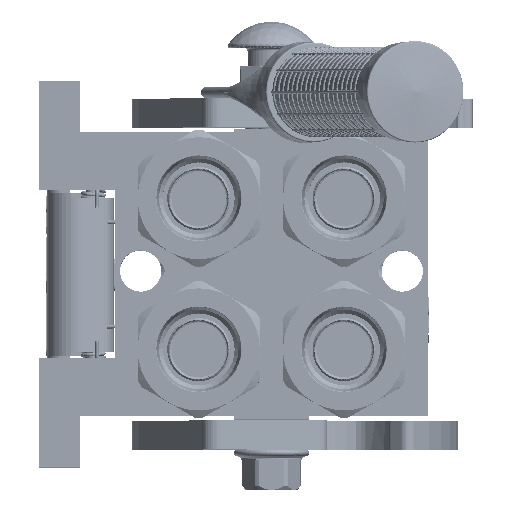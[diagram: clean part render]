
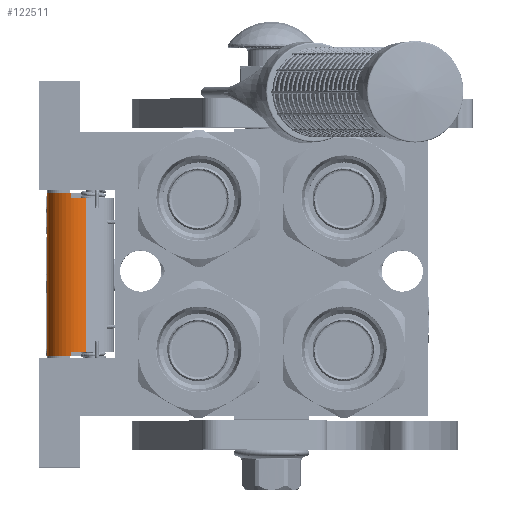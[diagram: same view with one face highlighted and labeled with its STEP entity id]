
A CAD part, top view. The second image highlights one B-rep face of the part: STEP entity #122511.
In plain terms, the highlighted cylindrical face has radius 9.5 mm (diameter 19 mm), a partial arc.
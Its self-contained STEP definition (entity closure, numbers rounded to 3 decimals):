
#1261 = ORIENTED_EDGE ( 'NONE', *, *, #147885, .T. ) ;
#3309 = DIRECTION ( 'NONE',  ( 1., 0., 0. ) ) ;
#3722 = DIRECTION ( 'NONE',  ( 0., -1., 0. ) ) ;
#5313 = CARTESIAN_POINT ( 'NONE',  ( 28., -1.7, -58.5 ) ) ;
#15399 = VECTOR ( 'NONE', #149966, 1000. ) ;
#16449 = VERTEX_POINT ( 'NONE', #64754 ) ;
#21198 = VECTOR ( 'NONE', #88452, 1000. ) ;
#22681 = ORIENTED_EDGE ( 'NONE', *, *, #143894, .F. ) ;
#29891 = EDGE_CURVE ( 'NONE', #35242, #65250, #81873, .T. ) ;
#31848 = CIRCLE ( 'NONE', #184871, 9.5 ) ;
#35242 = VERTEX_POINT ( 'NONE', #143461 ) ;
#38646 = CYLINDRICAL_SURFACE ( 'NONE', #69246, 9.5 ) ;
#39460 = EDGE_CURVE ( 'NONE', #106470, #65250, #31848, .T. ) ;
#43271 = EDGE_LOOP ( 'NONE', ( #187350, #54406, #164575, #106383, #1261, #135435, #178885, #22681 ) ) ;
#43333 = VERTEX_POINT ( 'NONE', #50185 ) ;
#45755 = AXIS2_PLACEMENT_3D ( 'NONE', #84573, #159193, #130256 ) ;
#46276 = VERTEX_POINT ( 'NONE', #103610 ) ;
#46803 = EDGE_CURVE ( 'NONE', #106470, #46276, #162403, .T. ) ;
#47135 = DIRECTION ( 'NONE',  ( 1., 0., 0. ) ) ;
#49867 = EDGE_CURVE ( 'NONE', #16449, #43333, #117984, .T. ) ;
#50185 = CARTESIAN_POINT ( 'NONE',  ( 28., -0.2, -67.881 ) ) ;
#54406 = ORIENTED_EDGE ( 'NONE', *, *, #39460, .T. ) ;
#56440 = AXIS2_PLACEMENT_3D ( 'NONE', #5313, #47135, #63092 ) ;
#57326 = DIRECTION ( 'NONE',  ( 1., 0., 0. ) ) ;
#63092 = DIRECTION ( 'NONE',  ( 0., 0.158, -0.987 ) ) ;
#63396 = CARTESIAN_POINT ( 'NONE',  ( -28., -1.7, -58.5 ) ) ;
#64754 = CARTESIAN_POINT ( 'NONE',  ( 26.5, -0.2, -67.881 ) ) ;
#65250 = VERTEX_POINT ( 'NONE', #170634 ) ;
#66652 = CARTESIAN_POINT ( 'NONE',  ( -26.5, -5.47, -67.22 ) ) ;
#69246 = AXIS2_PLACEMENT_3D ( 'NONE', #63396, #152110, #3722 ) ;
#72428 = CARTESIAN_POINT ( 'NONE',  ( 26.5, -0.2, -67.881 ) ) ;
#76115 = CARTESIAN_POINT ( 'NONE',  ( 28., 7.8, -58.5 ) ) ;
#76449 = CARTESIAN_POINT ( 'NONE',  ( -28., 7.8, -58.5 ) ) ;
#77675 = CARTESIAN_POINT ( 'NONE',  ( -28., -1.7, -58.5 ) ) ;
#81873 = LINE ( 'NONE', #133259, #15399 ) ;
#84573 = CARTESIAN_POINT ( 'NONE',  ( 26.5, -1.7, -58.5 ) ) ;
#86009 = VERTEX_POINT ( 'NONE', #76449 ) ;
#87080 = DIRECTION ( 'NONE',  ( 1., 0., 0. ) ) ;
#88452 = DIRECTION ( 'NONE',  ( 1., 0., 0. ) ) ;
#90937 = VECTOR ( 'NONE', #87080, 1000. ) ;
#97275 = CIRCLE ( 'NONE', #130070, 9.5 ) ;
#102628 = VECTOR ( 'NONE', #125886, 1000. ) ;
#103610 = CARTESIAN_POINT ( 'NONE',  ( 26.5, -5.47, -67.22 ) ) ;
#103842 = CARTESIAN_POINT ( 'NONE',  ( -28., 7.8, -58.5 ) ) ;
#106383 = ORIENTED_EDGE ( 'NONE', *, *, #168897, .T. ) ;
#106470 = VERTEX_POINT ( 'NONE', #127376 ) ;
#117984 = LINE ( 'NONE', #72428, #21198 ) ;
#122511 = ADVANCED_FACE ( 'NONE', ( #160539 ), #38646, .T. ) ;
#124430 = CIRCLE ( 'NONE', #45755, 9.5 ) ;
#125886 = DIRECTION ( 'NONE',  ( 1., 0., 0. ) ) ;
#127376 = CARTESIAN_POINT ( 'NONE',  ( -26.5, -5.47, -67.22 ) ) ;
#130070 = AXIS2_PLACEMENT_3D ( 'NONE', #77675, #3309, #134998 ) ;
#130109 = LINE ( 'NONE', #103842, #90937 ) ;
#130256 = DIRECTION ( 'NONE',  ( 0., -0.397, -0.918 ) ) ;
#133259 = CARTESIAN_POINT ( 'NONE',  ( -28., -0.2, -67.881 ) ) ;
#134998 = DIRECTION ( 'NONE',  ( 0., 0.158, -0.987 ) ) ;
#135435 = ORIENTED_EDGE ( 'NONE', *, *, #140088, .F. ) ;
#140088 = EDGE_CURVE ( 'NONE', #43333, #155268, #188328, .T. ) ;
#143461 = CARTESIAN_POINT ( 'NONE',  ( -28., -0.2, -67.881 ) ) ;
#143894 = EDGE_CURVE ( 'NONE', #46276, #16449, #124430, .T. ) ;
#145391 = CARTESIAN_POINT ( 'NONE',  ( -26.5, -1.7, -58.5 ) ) ;
#147885 = EDGE_CURVE ( 'NONE', #86009, #155268, #130109, .T. ) ;
#149966 = DIRECTION ( 'NONE',  ( 1., 0., 0. ) ) ;
#152110 = DIRECTION ( 'NONE',  ( -1., 0., 0. ) ) ;
#155268 = VERTEX_POINT ( 'NONE', #76115 ) ;
#159193 = DIRECTION ( 'NONE',  ( 1., 0., 0. ) ) ;
#160183 = DIRECTION ( 'NONE',  ( 0., -0.397, -0.918 ) ) ;
#160539 = FACE_OUTER_BOUND ( 'NONE', #43271, .T. ) ;
#162403 = LINE ( 'NONE', #66652, #102628 ) ;
#164575 = ORIENTED_EDGE ( 'NONE', *, *, #29891, .F. ) ;
#168897 = EDGE_CURVE ( 'NONE', #35242, #86009, #97275, .T. ) ;
#170634 = CARTESIAN_POINT ( 'NONE',  ( -26.5, -0.2, -67.881 ) ) ;
#178885 = ORIENTED_EDGE ( 'NONE', *, *, #49867, .F. ) ;
#184871 = AXIS2_PLACEMENT_3D ( 'NONE', #145391, #57326, #160183 ) ;
#187350 = ORIENTED_EDGE ( 'NONE', *, *, #46803, .F. ) ;
#188328 = CIRCLE ( 'NONE', #56440, 9.5 ) ;
